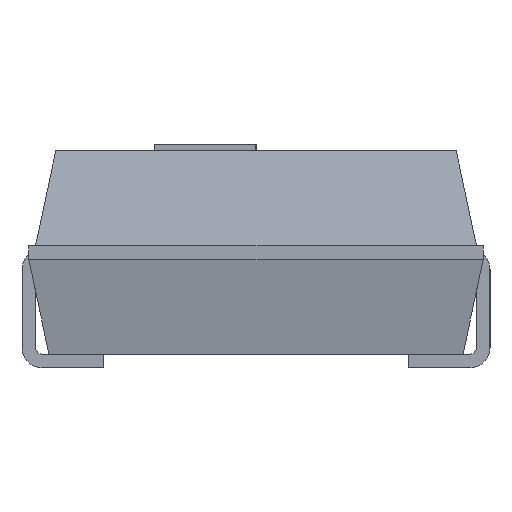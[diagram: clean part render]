
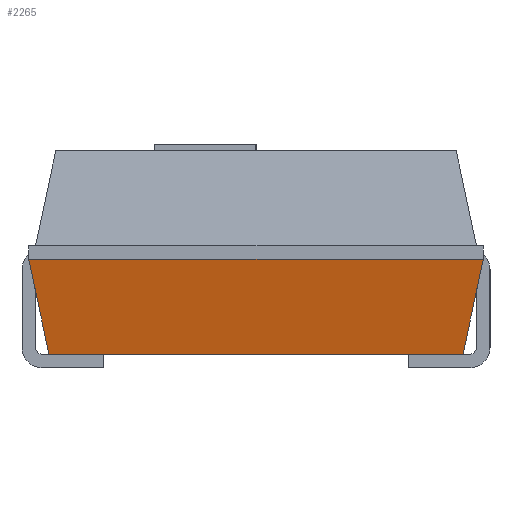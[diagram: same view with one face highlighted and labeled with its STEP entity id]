
A CAD part, left-side view. The second image highlights one B-rep face of the part: STEP entity #2265.
In plain terms, the highlighted free-form (B-spline) face has degree [1, 1] with [2, 2] control points.
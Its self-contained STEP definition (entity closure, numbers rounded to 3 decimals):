
#59=CARTESIAN_POINT('',(-13.182,-3.052,0.1));
#272=VERTEX_POINT('',#59);
#274=EDGE_CURVE('',#275,#272,#277,.T.);
#275=VERTEX_POINT('',#276);
#276=CARTESIAN_POINT('',(-13.182,3.052,0.1));
#277=LINE('',#276,#278);
#278=VECTOR('',#279,1.);
#279=DIRECTION('',(0.,-1.,0.));
#532=EDGE_CURVE('',#275,#533,#535,.T.);
#533=VERTEX_POINT('',#534);
#534=CARTESIAN_POINT('',(-13.48,3.35,1.5));
#535=B_SPLINE_CURVE_WITH_KNOTS('',1,(#276,#534),.UNSPECIFIED.,.F.,.F.,(2,2),(0.,1.),.PIECEWISE_BEZIER_KNOTS.);
#813=EDGE_CURVE('',#272,#814,#816,.T.);
#814=VERTEX_POINT('',#815);
#815=CARTESIAN_POINT('',(-13.48,-3.35,1.5));
#816=B_SPLINE_CURVE_WITH_KNOTS('',1,(#59,#815),.UNSPECIFIED.,.F.,.F.,(2,2),(0.,1.),.PIECEWISE_BEZIER_KNOTS.);
#2265=ADVANCED_FACE('',(#2266),#2274,.T.);
#2266=FACE_BOUND('',#2267,.T.);
#2267=EDGE_LOOP('',(#2268,#2269,#2270,#2273));
#2268=ORIENTED_EDGE('',*,*,#274,.T.);
#2269=ORIENTED_EDGE('',*,*,#813,.T.);
#2270=ORIENTED_EDGE('',*,*,#2271,.F.);
#2271=EDGE_CURVE('',#533,#814,#2272,.T.);
#2272=LINE('',#534,#278);
#2273=ORIENTED_EDGE('',*,*,#532,.F.);
#2274=B_SPLINE_SURFACE_WITH_KNOTS('',1,1,((#276,#534),(#59,#815)),.UNSPECIFIED.,.F.,.F.,.F.,(2,2),(2,2),(0.,6.7),(0.,1.),.PIECEWISE_BEZIER_KNOTS.);
